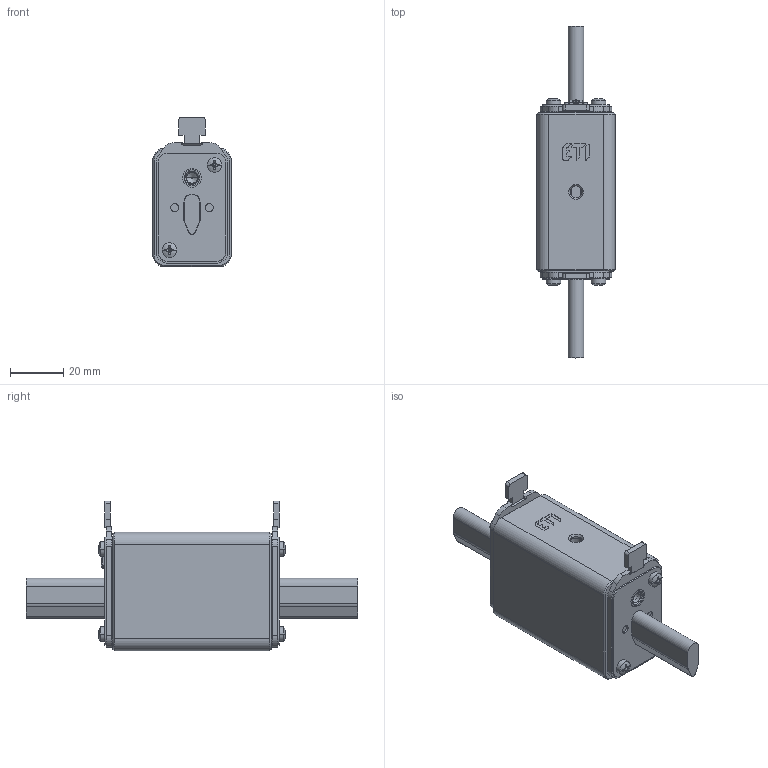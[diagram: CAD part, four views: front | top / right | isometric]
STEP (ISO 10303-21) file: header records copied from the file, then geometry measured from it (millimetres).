
FILE_DESCRIPTION((''),'2;1');
FILE_NAME('004183203_NH0_GG_6A_500V_ASM','2022-01-21T07:48:21',('marketing.praksa'),('Audax d.o.o.'),'CREO PARAMETRIC BY PTC INC, 2021304','CREO PARAMETRIC BY PTC INC, 2021304','');
FILE_SCHEMA(('AP242_MANAGED_MODEL_BASED_3D_ENGINEERING_MIM_LF { 1 0 10303 442 1 1 4 }'));
Length unit declared in the file: millimetre
Products named in the file (10): 0000001638_1_1; 0000002797_1_1; 0000002910_2_1; 0000002785_2_1; 0000002779_2_1; 0000002783_2_1; 0000002790_2_1; 0000002914_1_1; 0000002588_1_1; 004183203_NH0_GG_6A_500V_ASM
Assembly tree (13 placements, depth 2):
  004183203_NH0_GG_6A_500V_ASM
    0000001638_1_1  x2
    0000002797_1_1
    0000002910_2_1
    0000002785_2_1
    0000002779_2_1
    0000002783_2_1
    0000002790_2_1
    0000002914_1_1
    0000002588_1_1  x4
Bounding box: 29.5 x 124.9 x 56.25 mm (x, y, z)
Volume: 87897.9 mm3; surface area: 25277.9 mm2
Topology: 13 solids, 21 shells, 697 faces, 1826 edges, 1156 vertices
Faces by surface type: plane 370, cylinder 221, cone 50, torus 24, bspline 24, sphere 8
Entity records: 26445 total; most frequent: CARTESIAN_POINT 6933, DIRECTION 3108, ORIENTED_EDGE 2912, EDGE_CURVE 1472, AXIS2_PLACEMENT_3D 1135, VERTEX_POINT 994, VECTOR 838, LINE 838
